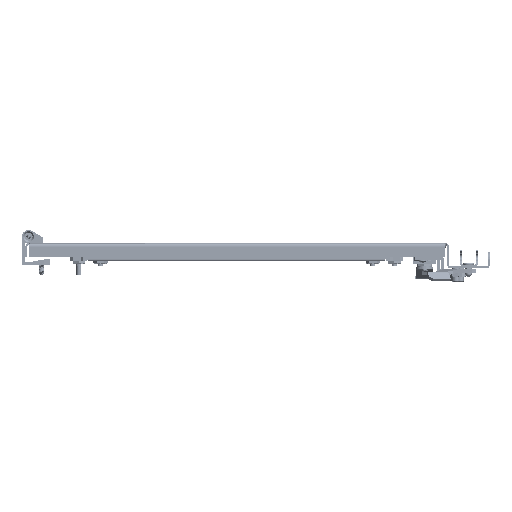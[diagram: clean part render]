
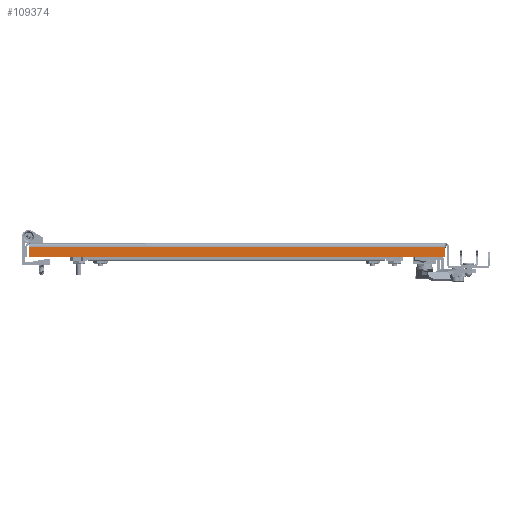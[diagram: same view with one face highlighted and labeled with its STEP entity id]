
A CAD part, front view. The second image highlights one B-rep face of the part: STEP entity #109374.
In plain terms, the highlighted planar face has unit normal (0, -1, 0).
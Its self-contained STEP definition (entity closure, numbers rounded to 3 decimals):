
#5871 = ORIENTED_EDGE ( 'NONE', *, *, #88605, .F. ) ;
#6680 = CARTESIAN_POINT ( 'NONE',  ( 244.25, -995., -15.8 ) ) ;
#8020 = VECTOR ( 'NONE', #28382, 1000. ) ;
#8958 = CARTESIAN_POINT ( 'NONE',  ( 0., -995., 0. ) ) ;
#18615 = DIRECTION ( 'NONE',  ( 0., 0., 1. ) ) ;
#18650 = EDGE_CURVE ( 'NONE', #84415, #133453, #40319, .T. ) ;
#21662 = DIRECTION ( 'NONE',  ( 1., 0., 0. ) ) ;
#22375 = CARTESIAN_POINT ( 'NONE',  ( 0., -995., -4. ) ) ;
#28382 = DIRECTION ( 'NONE',  ( 1., 0., 0. ) ) ;
#30576 = CARTESIAN_POINT ( 'NONE',  ( -242.25, -995., -15.8 ) ) ;
#33953 = LINE ( 'NONE', #22375, #134010 ) ;
#37068 = EDGE_CURVE ( 'NONE', #119201, #67481, #90412, .T. ) ;
#39121 = VECTOR ( 'NONE', #77407, 1000. ) ;
#39971 = LINE ( 'NONE', #6680, #8020 ) ;
#40319 = LINE ( 'NONE', #73656, #56569 ) ;
#41535 = FACE_OUTER_BOUND ( 'NONE', #119577, .T. ) ;
#43381 = CARTESIAN_POINT ( 'NONE',  ( 242.25, -995., 0. ) ) ;
#48423 = ORIENTED_EDGE ( 'NONE', *, *, #18650, .F. ) ;
#52494 = EDGE_CURVE ( 'NONE', #84415, #119201, #39971, .T. ) ;
#56569 = VECTOR ( 'NONE', #18615, 1000. ) ;
#58928 = CARTESIAN_POINT ( 'NONE',  ( 242.25, -995., -15.8 ) ) ;
#66114 = DIRECTION ( 'NONE',  ( 0., 1., 0. ) ) ;
#67481 = VERTEX_POINT ( 'NONE', #118430 ) ;
#73656 = CARTESIAN_POINT ( 'NONE',  ( -242.25, -995., 0. ) ) ;
#77407 = DIRECTION ( 'NONE',  ( 0., 0., 1. ) ) ;
#82299 = ORIENTED_EDGE ( 'NONE', *, *, #37068, .T. ) ;
#83979 = ORIENTED_EDGE ( 'NONE', *, *, #52494, .T. ) ;
#84415 = VERTEX_POINT ( 'NONE', #30576 ) ;
#88605 = EDGE_CURVE ( 'NONE', #133453, #67481, #33953, .T. ) ;
#90412 = LINE ( 'NONE', #43381, #39121 ) ;
#98921 = AXIS2_PLACEMENT_3D ( 'NONE', #8958, #66114, #120430 ) ;
#109374 = ADVANCED_FACE ( 'NONE', ( #41535 ), #119011, .F. ) ;
#117074 = CARTESIAN_POINT ( 'NONE',  ( -242.25, -995., -4. ) ) ;
#118430 = CARTESIAN_POINT ( 'NONE',  ( 242.25, -995., -4. ) ) ;
#119011 = PLANE ( 'NONE',  #98921 ) ;
#119201 = VERTEX_POINT ( 'NONE', #58928 ) ;
#119577 = EDGE_LOOP ( 'NONE', ( #48423, #83979, #82299, #5871 ) ) ;
#120430 = DIRECTION ( 'NONE',  ( 0., 0., 1. ) ) ;
#133453 = VERTEX_POINT ( 'NONE', #117074 ) ;
#134010 = VECTOR ( 'NONE', #21662, 1000. ) ;
